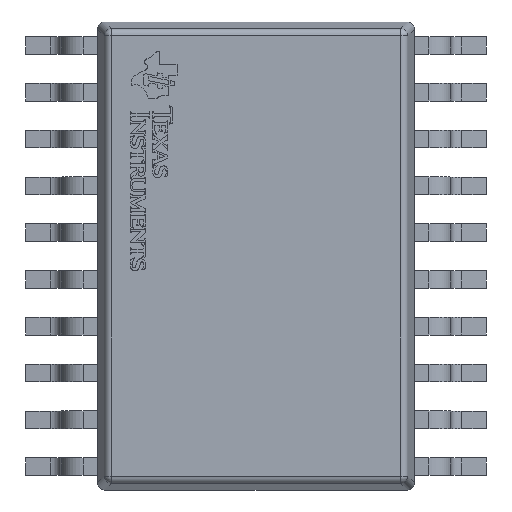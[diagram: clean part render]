
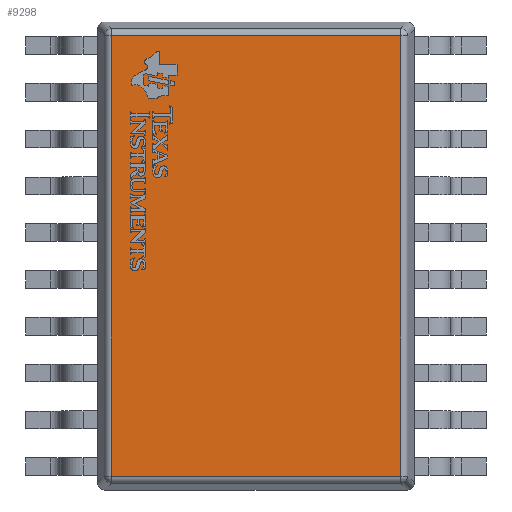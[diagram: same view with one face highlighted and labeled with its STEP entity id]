
A CAD part, top view. The second image highlights one B-rep face of the part: STEP entity #9298.
In plain terms, the highlighted face is planar.
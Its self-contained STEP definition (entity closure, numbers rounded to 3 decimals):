
#680=PLANE('',#9853);
#1027=FACE_OUTER_BOUND('',#1546,.T.);
#1546=EDGE_LOOP('',(#6502,#6503,#6504,#6505));
#2059=LINE('',#12120,#3075);
#2061=LINE('',#12128,#3077);
#2063=LINE('',#12136,#3079);
#2064=LINE('',#12140,#3080);
#3075=VECTOR('',#10258,4.017);
#3077=VECTOR('',#10266,6.117);
#3079=VECTOR('',#10274,4.017);
#3080=VECTOR('',#10279,6.117);
#4122=VERTEX_POINT('',#12113);
#4125=VERTEX_POINT('',#12118);
#4128=VERTEX_POINT('',#12126);
#4131=VERTEX_POINT('',#12134);
#5053=EDGE_CURVE('',#4125,#4122,#2059,.T.);
#5057=EDGE_CURVE('',#4128,#4125,#2061,.T.);
#5061=EDGE_CURVE('',#4131,#4128,#2063,.T.);
#5063=EDGE_CURVE('',#4122,#4131,#2064,.T.);
#6502=ORIENTED_EDGE('',*,*,#5053,.F.);
#6503=ORIENTED_EDGE('',*,*,#5057,.F.);
#6504=ORIENTED_EDGE('',*,*,#5061,.F.);
#6505=ORIENTED_EDGE('',*,*,#5063,.F.);
#9298=ADVANCED_FACE('',(#1027),#680,.T.);
#9853=AXIS2_PLACEMENT_3D('',#12190,#10318,#10319);
#10258=DIRECTION('',(-1.,0.,0.));
#10266=DIRECTION('',(0.,0.,1.));
#10274=DIRECTION('',(1.,0.,0.));
#10279=DIRECTION('',(0.,0.,-1.));
#10318=DIRECTION('center_axis',(0.,1.,0.));
#10319=DIRECTION('ref_axis',(1.,0.,0.));
#12113=CARTESIAN_POINT('',(-2.008,0.52,3.058));
#12118=CARTESIAN_POINT('',(2.008,0.52,3.058));
#12120=CARTESIAN_POINT('',(-1.1,0.52,3.058));
#12126=CARTESIAN_POINT('',(2.008,0.52,-3.058));
#12128=CARTESIAN_POINT('',(2.008,0.52,1.625));
#12134=CARTESIAN_POINT('',(-2.008,0.52,-3.058));
#12136=CARTESIAN_POINT('',(1.1,0.52,-3.058));
#12140=CARTESIAN_POINT('',(-2.008,0.52,-1.625));
#12190=CARTESIAN_POINT('Origin',(0.,0.52,0.));
